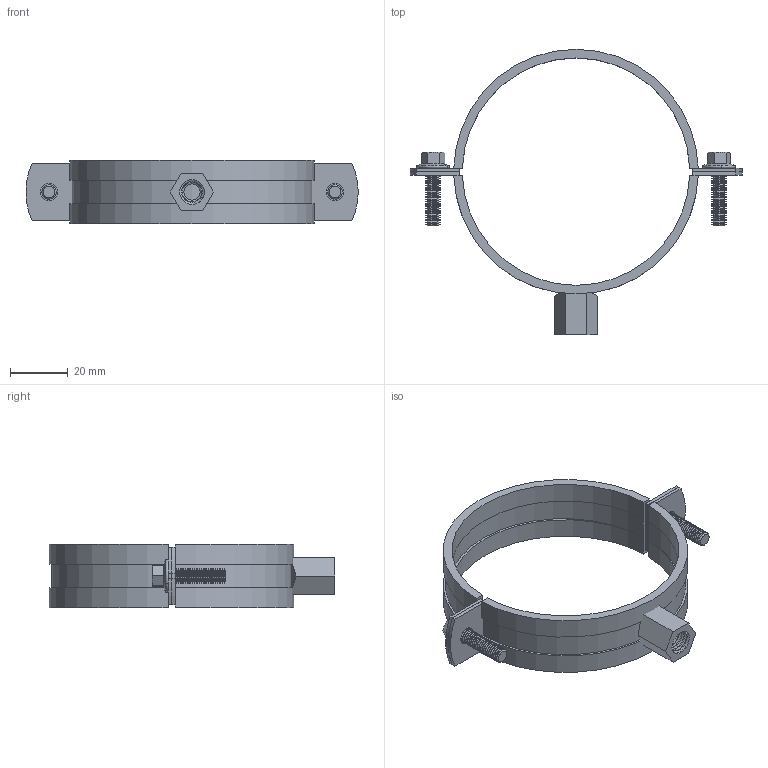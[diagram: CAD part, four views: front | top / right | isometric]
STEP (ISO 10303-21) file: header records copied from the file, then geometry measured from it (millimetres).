
FILE_DESCRIPTION (( 'STEP AP214' ), '1' );
FILE_NAME ('R511-075.STEP', '2024-09-06T09:58:17', ( '' ), ( '' ), 'SwSTEP 2.0', 'SolidWorks 2024', '' );
FILE_SCHEMA (( 'AUTOMOTIVE_DESIGN' ));
Length unit declared in the file: millimetre
Products named in the file (4): R511-075; M8 -M10 Nut; 81mm Clamp; hex flange bolt small_bsi_BS EN ISO 4162 - M5 x 20 x 20-S
Assembly tree (4 placements, depth 2):
  R511-075
    81mm Clamp
    M8 -M10 Nut
    hex flange bolt small_bsi_BS EN ISO 4162 - M5 x 20 x 20-S  x2
Bounding box: 115.37 x 99.12 x 22 mm (x, y, z)
Volume: 18795.3 mm3; surface area: 21489.3 mm2
Topology: 6 solids, 6 shells, 468 faces, 1215 edges, 762 vertices
Faces by surface type: cone 212, cylinder 161, plane 73, bspline 18, torus 4
Entity records: 11499 total; most frequent: CARTESIAN_POINT 4115, DIRECTION 1586, ORIENTED_EDGE 1538, EDGE_CURVE 769, AXIS2_PLACEMENT_3D 627, VERTEX_POINT 486, CIRCLE 337, VECTOR 332
